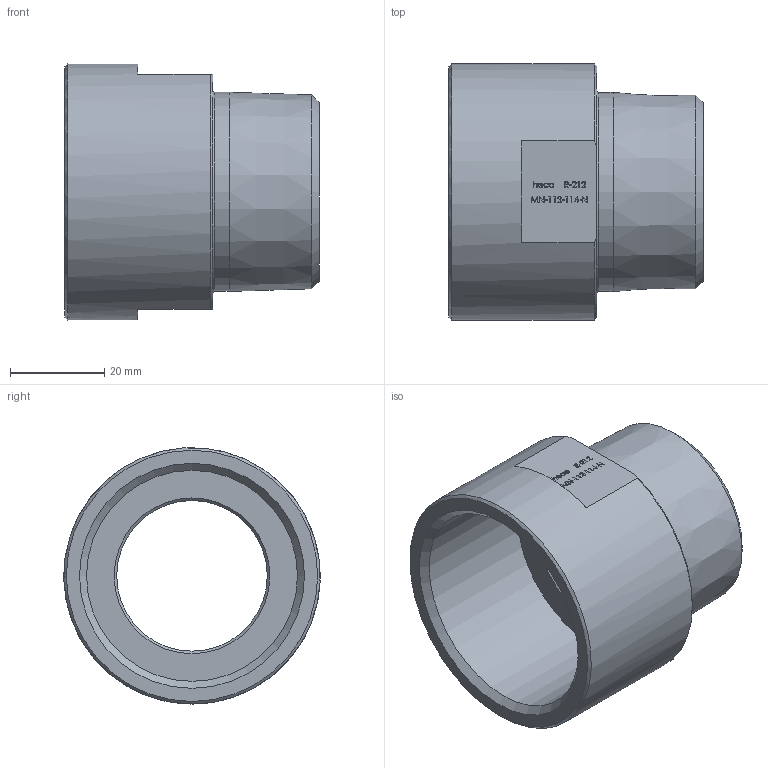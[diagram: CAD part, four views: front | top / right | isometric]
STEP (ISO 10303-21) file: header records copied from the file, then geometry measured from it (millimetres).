
FILE_DESCRIPTION (( 'STEP AP214' ), '1' );
FILE_NAME ('MN-112-114-N R-212 Reduzierstück 2011.STEP', '2020-11-11T14:03:04', ( '' ), ( '' ), 'SwSTEP 2.0', 'SolidWorks 2019', '' );
FILE_SCHEMA (( 'AUTOMOTIVE_DESIGN' ));
Length unit declared in the file: millimetre
Products named in the file (1): MN-112-114-N R-212 Reduzierstück 2011
Bounding box: 54 x 54.5 x 54.43 mm (x, y, z)
Volume: 37762.4 mm3; surface area: 17455.9 mm2
Topology: 1 solids, 1 shells, 238 faces, 621 edges, 412 vertices
Faces by surface type: plane 167, bspline 58, cone 8, cylinder 4, torus 1
Full cylindrical faces by diameter (mm): 32 x1, 42.31 x1, 44.845 x1, 54.5 x1
Entity records: 12577 total; most frequent: CARTESIAN_POINT 4783, ORIENTED_EDGE 1216, DIRECTION 870, EDGE_CURVE 608, LINE 468, VECTOR 468, VERTEX_POINT 410, EDGE_LOOP 278
